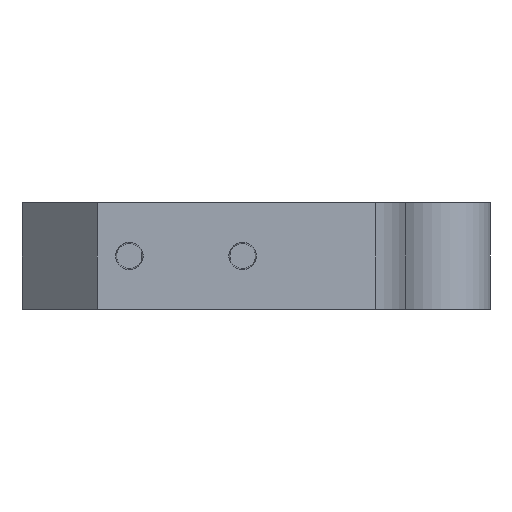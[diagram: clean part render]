
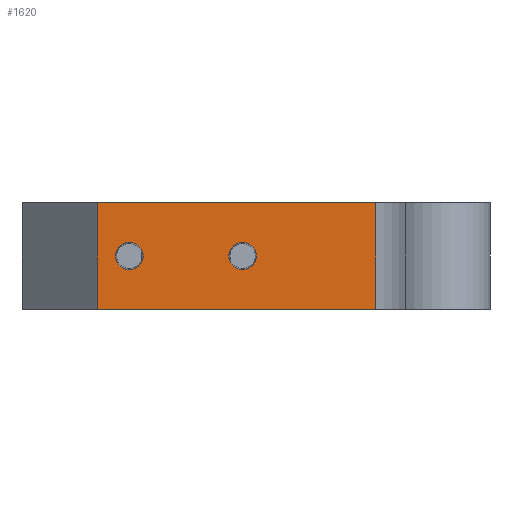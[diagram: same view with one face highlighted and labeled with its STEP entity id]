
A CAD part, left-side view. The second image highlights one B-rep face of the part: STEP entity #1620.
In plain terms, the highlighted planar face has unit normal (-1, 0, 0).
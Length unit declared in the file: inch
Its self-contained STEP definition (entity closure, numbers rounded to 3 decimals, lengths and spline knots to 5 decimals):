
#33 = CARTESIAN_POINT ( 'NONE',  ( -1.07159, -0.2857, 3.6979 ) ) ;
#46 = LINE ( 'NONE', #949, #419 ) ;
#76 = VECTOR ( 'NONE', #257, 39.37008 ) ;
#84 = CARTESIAN_POINT ( 'NONE',  ( -1.07159, 0., 0.53694 ) ) ;
#96 = VECTOR ( 'NONE', #1523, 39.37008 ) ;
#120 = VERTEX_POINT ( 'NONE', #1367 ) ;
#169 = CARTESIAN_POINT ( 'NONE',  ( -1.07159, 0.52976, 0.47244 ) ) ;
#192 = CARTESIAN_POINT ( 'NONE',  ( -1.07159, 0.52976, 0.47244 ) ) ;
#216 = VECTOR ( 'NONE', #435, 39.37008 ) ;
#255 = EDGE_CURVE ( 'NONE', #1568, #2356, #915, .T. ) ;
#257 = DIRECTION ( 'NONE',  ( 0., 1., 0. ) ) ;
#260 = FACE_OUTER_BOUND ( 'NONE', #1192, .T. ) ;
#320 = EDGE_CURVE ( 'NONE', #2549, #120, #1754, .T. ) ;
#344 = EDGE_CURVE ( 'NONE', #1880, #925, #2593, .T. ) ;
#383 = CARTESIAN_POINT ( 'NONE',  ( -1.07159, 0., 0.40794 ) ) ;
#419 = VECTOR ( 'NONE', #1810, 39.37008 ) ;
#435 = DIRECTION ( 'NONE',  ( 0., -1., 0. ) ) ;
#468 = AXIS2_PLACEMENT_3D ( 'NONE', #639, #2384, #2399 ) ;
#471 = DIRECTION ( 'NONE',  ( 0., -1., 0. ) ) ;
#510 = CIRCLE ( 'NONE', #622, 0.0645 ) ;
#534 = DIRECTION ( 'NONE',  ( -1., 0., 0. ) ) ;
#545 = CIRCLE ( 'NONE', #2538, 0.0645 ) ;
#622 = AXIS2_PLACEMENT_3D ( 'NONE', #2528, #534, #1419 ) ;
#639 = CARTESIAN_POINT ( 'NONE',  ( -1.07159, 0., 0.47244 ) ) ;
#792 = ORIENTED_EDGE ( 'NONE', *, *, #344, .F. ) ;
#883 = CARTESIAN_POINT ( 'NONE',  ( -1.07159, 0.52976, 0.53694 ) ) ;
#915 = LINE ( 'NONE', #2240, #76 ) ;
#925 = VERTEX_POINT ( 'NONE', #883 ) ;
#949 = CARTESIAN_POINT ( 'NONE',  ( -1.07159, 0.67976, 3.6979 ) ) ;
#1043 = EDGE_CURVE ( 'NONE', #925, #1880, #545, .T. ) ;
#1067 = DIRECTION ( 'NONE',  ( -1., 0., 0. ) ) ;
#1088 = DIRECTION ( 'NONE',  ( 0., 0., 1. ) ) ;
#1138 = CARTESIAN_POINT ( 'NONE',  ( -1.07159, -0.62396, 0.72244 ) ) ;
#1175 = FACE_BOUND ( 'NONE', #2469, .T. ) ;
#1192 = EDGE_LOOP ( 'NONE', ( #2677, #1530, #2504, #1975 ) ) ;
#1357 = CARTESIAN_POINT ( 'NONE',  ( -1.07159, 0.67976, 0.72244 ) ) ;
#1367 = CARTESIAN_POINT ( 'NONE',  ( -1.07159, -0.62396, 0.22244 ) ) ;
#1419 = DIRECTION ( 'NONE',  ( 0., 0., 1. ) ) ;
#1440 = EDGE_CURVE ( 'NONE', #2186, #1691, #510, .T. ) ;
#1523 = DIRECTION ( 'NONE',  ( 0., 0., 1. ) ) ;
#1530 = ORIENTED_EDGE ( 'NONE', *, *, #1563, .T. ) ;
#1563 = EDGE_CURVE ( 'NONE', #120, #1568, #1565, .T. ) ;
#1565 = LINE ( 'NONE', #1138, #96 ) ;
#1568 = VERTEX_POINT ( 'NONE', #2420 ) ;
#1620 = ADVANCED_FACE ( 'NONE', ( #2727, #1175, #260 ), #2242, .T. ) ;
#1672 = EDGE_CURVE ( 'NONE', #2356, #2549, #46, .T. ) ;
#1681 = CARTESIAN_POINT ( 'NONE',  ( -1.07159, 0.67976, 0.22244 ) ) ;
#1691 = VERTEX_POINT ( 'NONE', #84 ) ;
#1732 = CIRCLE ( 'NONE', #468, 0.0645 ) ;
#1754 = LINE ( 'NONE', #2428, #216 ) ;
#1781 = EDGE_LOOP ( 'NONE', ( #2285, #792 ) ) ;
#1790 = AXIS2_PLACEMENT_3D ( 'NONE', #169, #1067, #2387 ) ;
#1810 = DIRECTION ( 'NONE',  ( 0., 0., -1. ) ) ;
#1824 = DIRECTION ( 'NONE',  ( -1., 0., 0. ) ) ;
#1880 = VERTEX_POINT ( 'NONE', #2653 ) ;
#1910 = AXIS2_PLACEMENT_3D ( 'NONE', #33, #1824, #471 ) ;
#1918 = ORIENTED_EDGE ( 'NONE', *, *, #1440, .F. ) ;
#1965 = DIRECTION ( 'NONE',  ( -1., 0., 0. ) ) ;
#1975 = ORIENTED_EDGE ( 'NONE', *, *, #1672, .T. ) ;
#2186 = VERTEX_POINT ( 'NONE', #383 ) ;
#2206 = ORIENTED_EDGE ( 'NONE', *, *, #2754, .F. ) ;
#2240 = CARTESIAN_POINT ( 'NONE',  ( -1.07159, -0.2857, 0.72244 ) ) ;
#2242 = PLANE ( 'NONE',  #1910 ) ;
#2285 = ORIENTED_EDGE ( 'NONE', *, *, #1043, .F. ) ;
#2356 = VERTEX_POINT ( 'NONE', #1357 ) ;
#2384 = DIRECTION ( 'NONE',  ( -1., 0., 0. ) ) ;
#2387 = DIRECTION ( 'NONE',  ( 0., 0., 1. ) ) ;
#2399 = DIRECTION ( 'NONE',  ( 0., 0., 1. ) ) ;
#2420 = CARTESIAN_POINT ( 'NONE',  ( -1.07159, -0.62396, 0.72244 ) ) ;
#2428 = CARTESIAN_POINT ( 'NONE',  ( -1.07159, -0.2857, 0.22244 ) ) ;
#2469 = EDGE_LOOP ( 'NONE', ( #2206, #1918 ) ) ;
#2504 = ORIENTED_EDGE ( 'NONE', *, *, #255, .T. ) ;
#2528 = CARTESIAN_POINT ( 'NONE',  ( -1.07159, 0., 0.47244 ) ) ;
#2538 = AXIS2_PLACEMENT_3D ( 'NONE', #192, #1965, #1088 ) ;
#2549 = VERTEX_POINT ( 'NONE', #1681 ) ;
#2593 = CIRCLE ( 'NONE', #1790, 0.0645 ) ;
#2653 = CARTESIAN_POINT ( 'NONE',  ( -1.07159, 0.52976, 0.40794 ) ) ;
#2677 = ORIENTED_EDGE ( 'NONE', *, *, #320, .T. ) ;
#2727 = FACE_BOUND ( 'NONE', #1781, .T. ) ;
#2754 = EDGE_CURVE ( 'NONE', #1691, #2186, #1732, .T. ) ;
